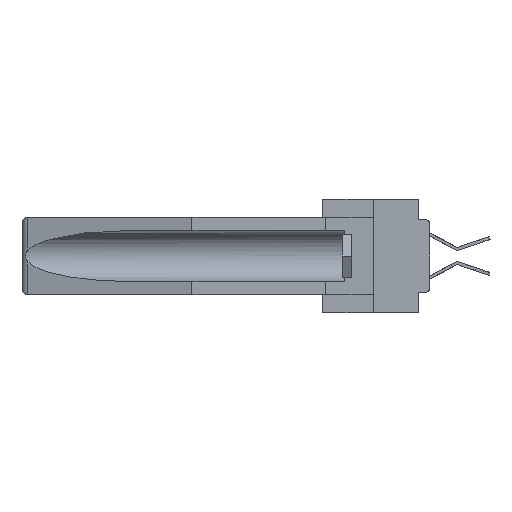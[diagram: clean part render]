
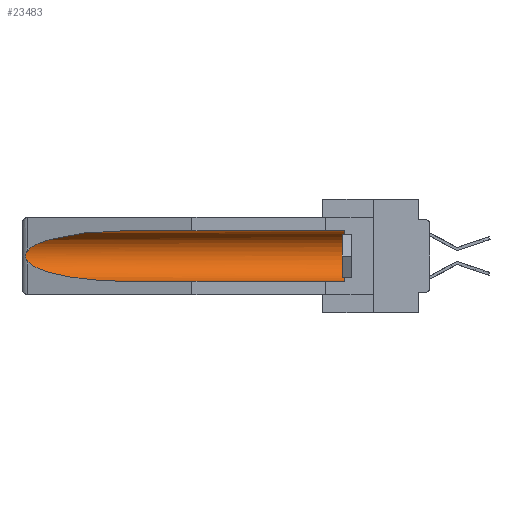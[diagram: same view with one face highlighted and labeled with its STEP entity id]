
A CAD part, left-side view. The second image highlights one B-rep face of the part: STEP entity #23483.
In plain terms, the highlighted cylindrical face has radius 2.857 mm (diameter 5.715 mm), a partial arc.
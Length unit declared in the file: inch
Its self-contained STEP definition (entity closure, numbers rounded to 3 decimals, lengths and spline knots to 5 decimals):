
#1485 = AXIS2_PLACEMENT_3D ( 'NONE', #14419, #2949, #25811 ) ;
#2071 = CARTESIAN_POINT ( 'NONE',  ( 0.155, 0.126, -0.1715 ) ) ;
#2949 = DIRECTION ( 'NONE',  ( 0., 1., 0. ) ) ;
#3290 = VERTEX_POINT ( 'NONE', #5764 ) ;
#4174 = VERTEX_POINT ( 'NONE', #6761 ) ;
#4431 = VERTEX_POINT ( 'NONE', #21974 ) ;
#4509 = FACE_OUTER_BOUND ( 'NONE', #28236, .T. ) ;
#5272 = ORIENTED_EDGE ( 'NONE', *, *, #16143, .T. ) ;
#5764 = CARTESIAN_POINT ( 'NONE',  ( 0.155, 0.126, -0.284 ) ) ;
#6021 = CARTESIAN_POINT ( 'NONE',  ( 0.155, 0.126, -0.059 ) ) ;
#6761 = CARTESIAN_POINT ( 'NONE',  ( 0.26537, 1.52718, -0.19328 ) ) ;
#7073 = CARTESIAN_POINT ( 'NONE',  ( 0.26655, 1.53094, -0.18657 ) ) ;
#7124 = VERTEX_POINT ( 'NONE', #24267 ) ;
#8781 = CIRCLE ( 'NONE', #9020, 0.1125 ) ;
#8982 = EDGE_CURVE ( 'NONE', #4431, #18469, #27943, .T. ) ;
#9020 = AXIS2_PLACEMENT_3D ( 'NONE', #2071, #15667, #20437 ) ;
#9780 =( BOUNDED_CURVE ( )  B_SPLINE_CURVE ( 3, ( #25505, #20812, #25311, #16347 ),
 .UNSPECIFIED., .F., .T. ) 
 B_SPLINE_CURVE_WITH_KNOTS ( ( 4, 4 ),
 ( 0.1948, 1.5708 ),
 .UNSPECIFIED. ) 
 CURVE ( )  GEOMETRIC_REPRESENTATION_ITEM ( )  RATIONAL_B_SPLINE_CURVE ( ( 1., 0.848, 0.848, 1. ) ) 
 REPRESENTATION_ITEM ( '' )  );
#11261 = EDGE_CURVE ( 'NONE', #25862, #4431, #17388, .T. ) ;
#11384 = CARTESIAN_POINT ( 'NONE',  ( 0.2673, 1.5327, -0.16383 ) ) ;
#11668 = CARTESIAN_POINT ( 'NONE',  ( 0.26597, 1.5296, -0.19026 ) ) ;
#13168 = ORIENTED_EDGE ( 'NONE', *, *, #11261, .T. ) ;
#13267 = B_SPLINE_CURVE_WITH_KNOTS ( 'NONE', 3,
 ( #22668, #15903, #26866, #11384, #25362, #20853, #22756, #7073, #11668, #18589 ),
 .UNSPECIFIED., .F., .F.,
 ( 4, 2, 2, 2, 4 ),
 ( 0., 0.00029, 0.00058, 0.00087, 0.00117 ),
 .UNSPECIFIED. ) ;
#13333 = CARTESIAN_POINT ( 'NONE',  ( 0.155, -0.30754, -0.059 ) ) ;
#14403 = CARTESIAN_POINT ( 'NONE',  ( 0.25451, 1.48313, -0.09465 ) ) ;
#14419 = CARTESIAN_POINT ( 'NONE',  ( 0.155, -0.30754, -0.1715 ) ) ;
#14437 = VECTOR ( 'NONE', #21653, 39.37008 ) ;
#15667 = DIRECTION ( 'NONE',  ( 0., -1., 0. ) ) ;
#15687 = ORIENTED_EDGE ( 'NONE', *, *, #24337, .F. ) ;
#15903 = CARTESIAN_POINT ( 'NONE',  ( 0.26597, 1.52961, -0.15275 ) ) ;
#16045 = ORIENTED_EDGE ( 'NONE', *, *, #8982, .T. ) ;
#16143 = EDGE_CURVE ( 'NONE', #18469, #4174, #13267, .T. ) ;
#16250 = LINE ( 'NONE', #19198, #14437 ) ;
#16347 = CARTESIAN_POINT ( 'NONE',  ( 0.155, 1.07973, -0.284 ) ) ;
#16348 = VECTOR ( 'NONE', #26798, 39.37008 ) ;
#16735 = EDGE_CURVE ( 'NONE', #3290, #25862, #8781, .T. ) ;
#17005 = CYLINDRICAL_SURFACE ( 'NONE', #1485, 0.1125 ) ;
#17388 = LINE ( 'NONE', #13333, #16348 ) ;
#18440 = ORIENTED_EDGE ( 'NONE', *, *, #16735, .T. ) ;
#18469 = VERTEX_POINT ( 'NONE', #21430 ) ;
#18589 = CARTESIAN_POINT ( 'NONE',  ( 0.26537, 1.52718, -0.19328 ) ) ;
#19198 = CARTESIAN_POINT ( 'NONE',  ( 0.155, -0.30754, -0.284 ) ) ;
#20437 = DIRECTION ( 'NONE',  ( 0., 0., 1. ) ) ;
#20812 = CARTESIAN_POINT ( 'NONE',  ( 0.25451, 1.48313, -0.24835 ) ) ;
#20853 = CARTESIAN_POINT ( 'NONE',  ( 0.2675, 1.53308, -0.17534 ) ) ;
#21430 = CARTESIAN_POINT ( 'NONE',  ( 0.26537, 1.52718, -0.14972 ) ) ;
#21653 = DIRECTION ( 'NONE',  ( 0., 1., 0. ) ) ;
#21974 = CARTESIAN_POINT ( 'NONE',  ( 0.155, 1.07973, -0.059 ) ) ;
#22668 = CARTESIAN_POINT ( 'NONE',  ( 0.26537, 1.52718, -0.14972 ) ) ;
#22756 = CARTESIAN_POINT ( 'NONE',  ( 0.2673, 1.53269, -0.17917 ) ) ;
#23199 = CARTESIAN_POINT ( 'NONE',  ( 0.21114, 1.30732, -0.059 ) ) ;
#23483 = ADVANCED_FACE ( 'NONE', ( #4509 ), #17005, .F. ) ;
#24267 = CARTESIAN_POINT ( 'NONE',  ( 0.155, 1.07973, -0.284 ) ) ;
#24337 = EDGE_CURVE ( 'NONE', #3290, #7124, #16250, .T. ) ;
#25311 = CARTESIAN_POINT ( 'NONE',  ( 0.21114, 1.30732, -0.284 ) ) ;
#25362 = CARTESIAN_POINT ( 'NONE',  ( 0.2675, 1.53308, -0.16763 ) ) ;
#25402 = CARTESIAN_POINT ( 'NONE',  ( 0.155, 1.07973, -0.059 ) ) ;
#25505 = CARTESIAN_POINT ( 'NONE',  ( 0.26537, 1.52718, -0.19328 ) ) ;
#25811 = DIRECTION ( 'NONE',  ( 0., 0., 1. ) ) ;
#25862 = VERTEX_POINT ( 'NONE', #6021 ) ;
#26798 = DIRECTION ( 'NONE',  ( 0., 1., 0. ) ) ;
#26866 = CARTESIAN_POINT ( 'NONE',  ( 0.26654, 1.53092, -0.15636 ) ) ;
#27404 = EDGE_CURVE ( 'NONE', #4174, #7124, #9780, .T. ) ;
#27943 =( BOUNDED_CURVE ( )  B_SPLINE_CURVE ( 3, ( #25402, #23199, #14403, #28085 ),
 .UNSPECIFIED., .F., .F. ) 
 B_SPLINE_CURVE_WITH_KNOTS ( ( 4, 4 ),
 ( 4.71239, 6.08839 ),
 .UNSPECIFIED. ) 
 CURVE ( )  GEOMETRIC_REPRESENTATION_ITEM ( )  RATIONAL_B_SPLINE_CURVE ( ( 1., 0.848, 0.848, 1. ) ) 
 REPRESENTATION_ITEM ( '' )  );
#28085 = CARTESIAN_POINT ( 'NONE',  ( 0.26537, 1.52718, -0.14972 ) ) ;
#28236 = EDGE_LOOP ( 'NONE', ( #16045, #5272, #29416, #15687, #18440, #13168 ) ) ;
#29416 = ORIENTED_EDGE ( 'NONE', *, *, #27404, .T. ) ;
